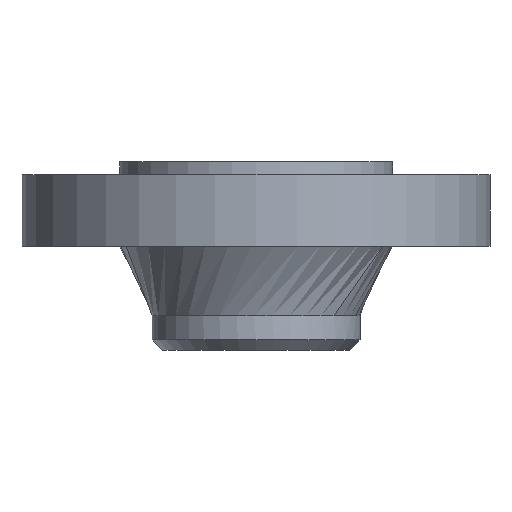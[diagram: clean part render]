
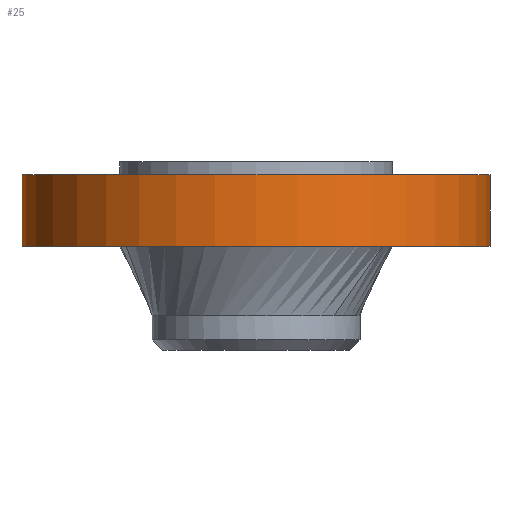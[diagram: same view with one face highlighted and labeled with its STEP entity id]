
A CAD part, front view. The second image highlights one B-rep face of the part: STEP entity #25.
In plain terms, the highlighted cylindrical face has radius 114.3 mm (diameter 228.6 mm), a partial arc.
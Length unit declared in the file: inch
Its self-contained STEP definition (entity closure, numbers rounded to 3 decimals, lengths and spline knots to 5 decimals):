
#14 = EDGE_LOOP ( 'NONE', ( #595, #637, #1027, #811 ) ) ;
#18 = LINE ( 'NONE', #1039, #814 ) ;
#25 = ADVANCED_FACE ( 'NONE', ( #1099 ), #849, .T. ) ;
#47 = CARTESIAN_POINT ( 'NONE',  ( 4.5, 0., 0. ) ) ;
#118 = EDGE_CURVE ( 'NONE', #218, #386, #18, .T. ) ;
#194 = DIRECTION ( 'NONE',  ( 0., 0., 1. ) ) ;
#198 = CARTESIAN_POINT ( 'NONE',  ( -4.5, 0., 0. ) ) ;
#218 = VERTEX_POINT ( 'NONE', #454 ) ;
#239 = DIRECTION ( 'NONE',  ( 0., 0., 1. ) ) ;
#257 = LINE ( 'NONE', #422, #877 ) ;
#276 = VERTEX_POINT ( 'NONE', #198 ) ;
#386 = VERTEX_POINT ( 'NONE', #47 ) ;
#410 = EDGE_CURVE ( 'NONE', #276, #386, #541, .T. ) ;
#416 = AXIS2_PLACEMENT_3D ( 'NONE', #629, #194, #545 ) ;
#422 = CARTESIAN_POINT ( 'NONE',  ( -4.5, 0., -14.10792 ) ) ;
#454 = CARTESIAN_POINT ( 'NONE',  ( 4.5, 0., -1.38 ) ) ;
#509 = DIRECTION ( 'NONE',  ( 1., 0., 0. ) ) ;
#524 = DIRECTION ( 'NONE',  ( 0., 0., 1. ) ) ;
#534 = DIRECTION ( 'NONE',  ( 0., 0., 1. ) ) ;
#541 = CIRCLE ( 'NONE', #416, 4.5 ) ;
#545 = DIRECTION ( 'NONE',  ( 1., 0., 0. ) ) ;
#595 = ORIENTED_EDGE ( 'NONE', *, *, #686, .F. ) ;
#629 = CARTESIAN_POINT ( 'NONE',  ( 0., 0., 0. ) ) ;
#637 = ORIENTED_EDGE ( 'NONE', *, *, #831, .F. ) ;
#682 = VERTEX_POINT ( 'NONE', #932 ) ;
#686 = EDGE_CURVE ( 'NONE', #682, #276, #257, .T. ) ;
#756 = DIRECTION ( 'NONE',  ( 0., 0., -1. ) ) ;
#761 = CIRCLE ( 'NONE', #1031, 4.5 ) ;
#811 = ORIENTED_EDGE ( 'NONE', *, *, #410, .F. ) ;
#814 = VECTOR ( 'NONE', #534, 39.37008 ) ;
#825 = DIRECTION ( 'NONE',  ( 1., 0., 0. ) ) ;
#831 = EDGE_CURVE ( 'NONE', #218, #682, #761, .T. ) ;
#849 = CYLINDRICAL_SURFACE ( 'NONE', #908, 4.5 ) ;
#877 = VECTOR ( 'NONE', #524, 39.37008 ) ;
#908 = AXIS2_PLACEMENT_3D ( 'NONE', #1090, #239, #509 ) ;
#921 = CARTESIAN_POINT ( 'NONE',  ( 0., 0., -1.38 ) ) ;
#932 = CARTESIAN_POINT ( 'NONE',  ( -4.5, 0., -1.38 ) ) ;
#1027 = ORIENTED_EDGE ( 'NONE', *, *, #118, .T. ) ;
#1031 = AXIS2_PLACEMENT_3D ( 'NONE', #921, #756, #825 ) ;
#1039 = CARTESIAN_POINT ( 'NONE',  ( 4.5, 0., -14.10792 ) ) ;
#1090 = CARTESIAN_POINT ( 'NONE',  ( 0., 0., -14.10792 ) ) ;
#1099 = FACE_OUTER_BOUND ( 'NONE', #14, .T. ) ;
